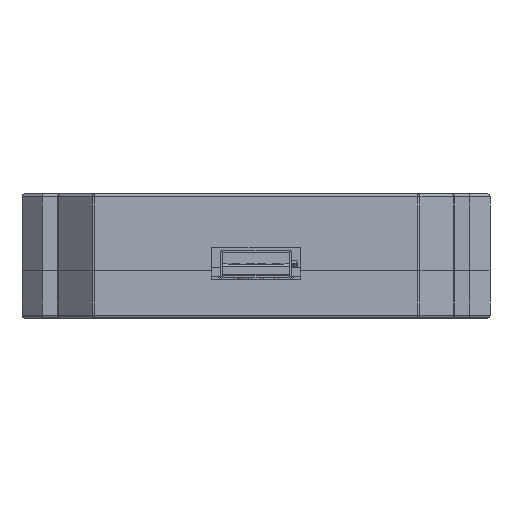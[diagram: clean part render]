
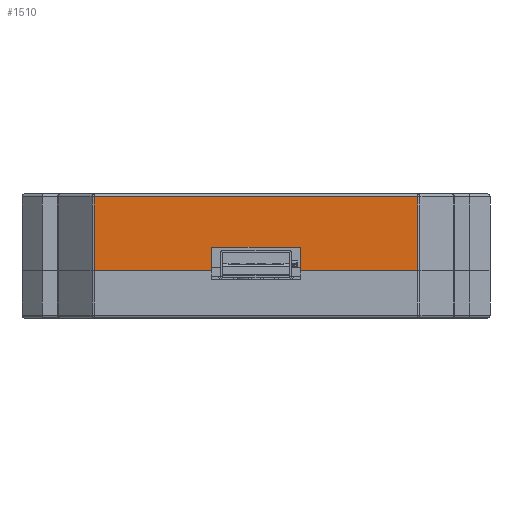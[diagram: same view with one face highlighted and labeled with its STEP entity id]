
A CAD part, front view. The second image highlights one B-rep face of the part: STEP entity #1510.
In plain terms, the highlighted planar face has unit normal (0, -1, 0).
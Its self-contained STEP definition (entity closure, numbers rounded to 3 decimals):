
#1278=CARTESIAN_POINT('',(126.793,-100.6,1.));
#1279=VERTEX_POINT('',#1278);
#1287=CARTESIAN_POINT('',(106.922,-100.6,1.));
#1288=VERTEX_POINT('',#1287);
#1289=CARTESIAN_POINT('',(126.793,-100.6,1.));
#1290=DIRECTION('',(-1.,0.,0.));
#1291=VECTOR('',#1290,19.871);
#1292=LINE('',#1289,#1291);
#1293=EDGE_CURVE('',#1279,#1288,#1292,.T.);
#1391=CARTESIAN_POINT('',(91.9,-100.6,1.));
#1392=VERTEX_POINT('',#1391);
#1399=CARTESIAN_POINT('',(72.007,-100.6,1.));
#1400=VERTEX_POINT('',#1399);
#1401=CARTESIAN_POINT('',(91.9,-100.6,1.));
#1402=DIRECTION('',(-1.,0.,0.));
#1403=VECTOR('',#1402,19.893);
#1404=LINE('',#1401,#1403);
#1405=EDGE_CURVE('',#1392,#1400,#1404,.T.);
#1457=CARTESIAN_POINT('',(99.4,-100.6,14.));
#1458=DIRECTION('',(0.,-1.,0.));
#1459=DIRECTION('',(0.,0.,-1.));
#1460=AXIS2_PLACEMENT_3D('',#1457,#1458,#1459);
#1461=PLANE('',#1460);
#1462=ORIENTED_EDGE('',*,*,#1293,.F.);
#1463=CARTESIAN_POINT('',(126.793,-100.6,13.5));
#1464=VERTEX_POINT('',#1463);
#1465=CARTESIAN_POINT('',(126.793,-100.6,1.));
#1466=DIRECTION('',(0.,0.,1.));
#1467=VECTOR('',#1466,12.5);
#1468=LINE('',#1465,#1467);
#1469=EDGE_CURVE('',#1279,#1464,#1468,.T.);
#1470=ORIENTED_EDGE('',*,*,#1469,.T.);
#1471=CARTESIAN_POINT('',(72.007,-100.6,13.5));
#1472=VERTEX_POINT('',#1471);
#1473=CARTESIAN_POINT('',(126.793,-100.6,13.5));
#1474=DIRECTION('',(-1.,0.,0.));
#1475=VECTOR('',#1474,54.786);
#1476=LINE('',#1473,#1475);
#1477=EDGE_CURVE('',#1464,#1472,#1476,.T.);
#1478=ORIENTED_EDGE('',*,*,#1477,.T.);
#1479=CARTESIAN_POINT('',(72.007,-100.6,13.5));
#1480=DIRECTION('',(0.,0.,-1.));
#1481=VECTOR('',#1480,12.5);
#1482=LINE('',#1479,#1481);
#1483=EDGE_CURVE('',#1472,#1400,#1482,.T.);
#1484=ORIENTED_EDGE('',*,*,#1483,.T.);
#1485=ORIENTED_EDGE('',*,*,#1405,.F.);
#1486=CARTESIAN_POINT('',(91.9,-100.6,5.02));
#1487=VERTEX_POINT('',#1486);
#1488=CARTESIAN_POINT('',(91.9,-100.6,1.));
#1489=DIRECTION('',(0.,0.,1.));
#1490=VECTOR('',#1489,4.02);
#1491=LINE('',#1488,#1490);
#1492=EDGE_CURVE('',#1392,#1487,#1491,.T.);
#1493=ORIENTED_EDGE('',*,*,#1492,.T.);
#1494=CARTESIAN_POINT('',(106.922,-100.6,5.02));
#1495=VERTEX_POINT('',#1494);
#1496=CARTESIAN_POINT('',(91.9,-100.6,5.02));
#1497=DIRECTION('',(1.,0.,-0.));
#1498=VECTOR('',#1497,15.022);
#1499=LINE('',#1496,#1498);
#1500=EDGE_CURVE('',#1487,#1495,#1499,.T.);
#1501=ORIENTED_EDGE('',*,*,#1500,.T.);
#1502=CARTESIAN_POINT('',(106.922,-100.6,5.02));
#1503=DIRECTION('',(0.,0.,-1.));
#1504=VECTOR('',#1503,4.02);
#1505=LINE('',#1502,#1504);
#1506=EDGE_CURVE('',#1495,#1288,#1505,.T.);
#1507=ORIENTED_EDGE('',*,*,#1506,.T.);
#1508=EDGE_LOOP('',(#1462,#1470,#1478,#1484,#1485,#1493,#1501,#1507));
#1509=FACE_BOUND('',#1508,.T.);
#1510=ADVANCED_FACE('',(#1509),#1461,.T.);
